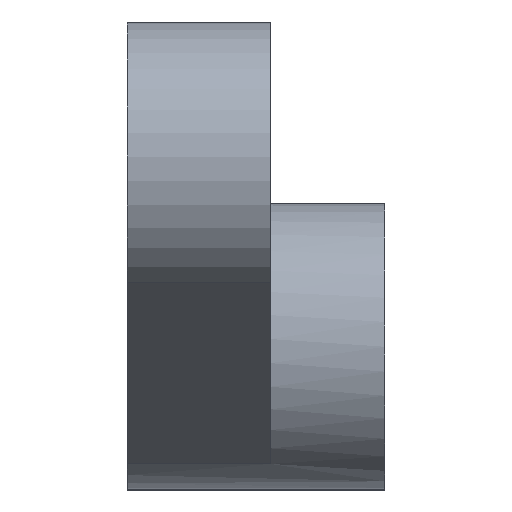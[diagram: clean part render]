
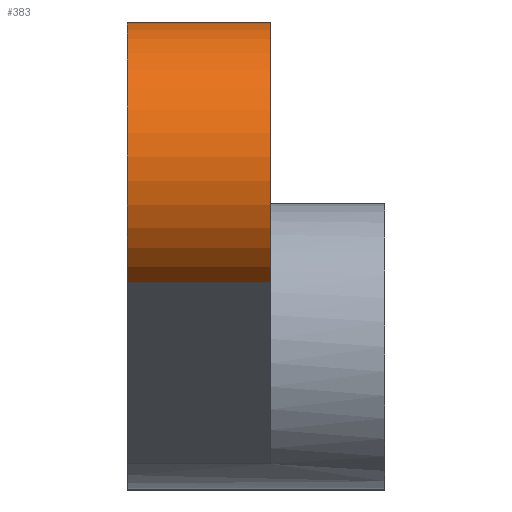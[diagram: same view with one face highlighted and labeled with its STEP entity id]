
A CAD part, left-side view. The second image highlights one B-rep face of the part: STEP entity #383.
In plain terms, the highlighted cylindrical face has radius 15 mm (diameter 30 mm), a partial arc.
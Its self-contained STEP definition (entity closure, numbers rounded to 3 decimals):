
#26 = DIRECTION ( 'NONE',  ( 0., -1., 0. ) ) ;
#43 = VERTEX_POINT ( 'NONE', #998 ) ;
#96 = LINE ( 'NONE', #896, #832 ) ;
#105 = VERTEX_POINT ( 'NONE', #562 ) ;
#113 = DIRECTION ( 'NONE',  ( 0., 0., 1. ) ) ;
#237 = VERTEX_POINT ( 'NONE', #928 ) ;
#251 = CYLINDRICAL_SURFACE ( 'NONE', #252, 15. ) ;
#252 = AXIS2_PLACEMENT_3D ( 'NONE', #346, #874, #1126 ) ;
#271 = CIRCLE ( 'NONE', #1095, 15. ) ;
#308 = ORIENTED_EDGE ( 'NONE', *, *, #1101, .T. ) ;
#346 = CARTESIAN_POINT ( 'NONE',  ( -77., 27., 0. ) ) ;
#351 = EDGE_LOOP ( 'NONE', ( #308, #771, #524, #1054 ) ) ;
#383 = ADVANCED_FACE ( 'NONE', ( #779 ), #251, .T. ) ;
#400 = CARTESIAN_POINT ( 'NONE',  ( -85.632, 12., -12.267 ) ) ;
#407 = VECTOR ( 'NONE', #507, 1000. ) ;
#424 = DIRECTION ( 'NONE',  ( 0., 0., 1. ) ) ;
#450 = EDGE_CURVE ( 'NONE', #105, #237, #716, .T. ) ;
#453 = AXIS2_PLACEMENT_3D ( 'NONE', #1069, #822, #113 ) ;
#502 = LINE ( 'NONE', #761, #407 ) ;
#507 = DIRECTION ( 'NONE',  ( 0., -1., 0. ) ) ;
#524 = ORIENTED_EDGE ( 'NONE', *, *, #804, .F. ) ;
#562 = CARTESIAN_POINT ( 'NONE',  ( -85.632, 27., -12.267 ) ) ;
#675 = EDGE_CURVE ( 'NONE', #1100, #43, #271, .T. ) ;
#716 = CIRCLE ( 'NONE', #453, 15. ) ;
#761 = CARTESIAN_POINT ( 'NONE',  ( -85.632, 27., -12.267 ) ) ;
#771 = ORIENTED_EDGE ( 'NONE', *, *, #675, .T. ) ;
#779 = FACE_OUTER_BOUND ( 'NONE', #351, .T. ) ;
#804 = EDGE_CURVE ( 'NONE', #237, #43, #96, .T. ) ;
#822 = DIRECTION ( 'NONE',  ( 0., 1., 0. ) ) ;
#832 = VECTOR ( 'NONE', #26, 1000. ) ;
#848 = CARTESIAN_POINT ( 'NONE',  ( -77., 12., 0. ) ) ;
#874 = DIRECTION ( 'NONE',  ( 0., -1., 0. ) ) ;
#896 = CARTESIAN_POINT ( 'NONE',  ( -74.348, 27., 14.764 ) ) ;
#928 = CARTESIAN_POINT ( 'NONE',  ( -74.348, 27., 14.764 ) ) ;
#998 = CARTESIAN_POINT ( 'NONE',  ( -74.348, 12., 14.764 ) ) ;
#1045 = DIRECTION ( 'NONE',  ( 0., 1., 0. ) ) ;
#1054 = ORIENTED_EDGE ( 'NONE', *, *, #450, .F. ) ;
#1069 = CARTESIAN_POINT ( 'NONE',  ( -77., 27., 0. ) ) ;
#1095 = AXIS2_PLACEMENT_3D ( 'NONE', #848, #1045, #424 ) ;
#1100 = VERTEX_POINT ( 'NONE', #400 ) ;
#1101 = EDGE_CURVE ( 'NONE', #105, #1100, #502, .T. ) ;
#1126 = DIRECTION ( 'NONE',  ( 0., 0., -1. ) ) ;
